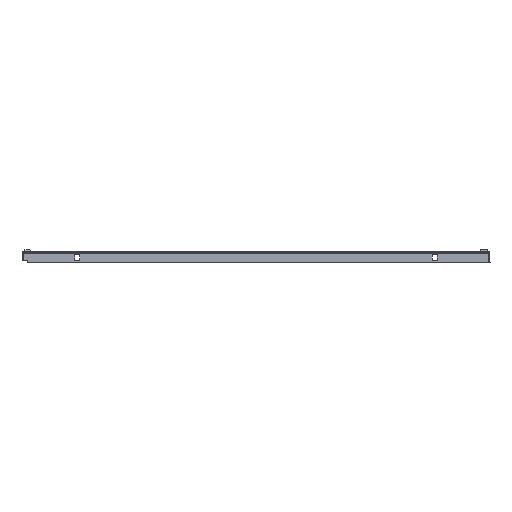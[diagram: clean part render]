
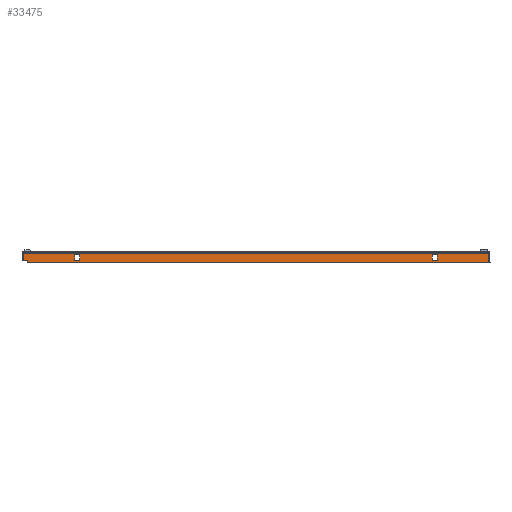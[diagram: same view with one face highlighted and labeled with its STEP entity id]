
A CAD part, front view. The second image highlights one B-rep face of the part: STEP entity #33475.
In plain terms, the highlighted planar face has unit normal (0, -1, 0).
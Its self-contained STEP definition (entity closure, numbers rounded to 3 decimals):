
#10373 = FACE_BOUND ( 'NONE', #31794, .T. ) ;
#10385 = FACE_OUTER_BOUND ( 'NONE', #31798, .T. ) ;
#10390 = FACE_BOUND ( 'NONE', #31788, .T. ) ;
#12398 = LINE ( 'NONE', #73836, #12403 ) ;
#12399 = LINE ( 'NONE', #73846, #12401 ) ;
#12400 = LINE ( 'NONE', #73837, #12415 ) ;
#12401 = VECTOR ( 'NONE', #73848, 1000. ) ;
#12402 = LINE ( 'NONE', #73850, #12405 ) ;
#12403 = VECTOR ( 'NONE', #73849, 1000. ) ;
#12404 = LINE ( 'NONE', #73852, #12407 ) ;
#12405 = VECTOR ( 'NONE', #73851, 1000. ) ;
#12406 = LINE ( 'NONE', #73854, #12409 ) ;
#12407 = VECTOR ( 'NONE', #73853, 1000. ) ;
#12408 = LINE ( 'NONE', #73856, #12411 ) ;
#12409 = VECTOR ( 'NONE', #73855, 1000. ) ;
#12410 = LINE ( 'NONE', #73858, #12413 ) ;
#12411 = VECTOR ( 'NONE', #73857, 1000. ) ;
#12412 = LINE ( 'NONE', #73847, #12423 ) ;
#12413 = VECTOR ( 'NONE', #73860, 1000. ) ;
#12414 = LINE ( 'NONE', #73862, #12417 ) ;
#12415 = VECTOR ( 'NONE', #73861, 1000. ) ;
#12416 = LINE ( 'NONE', #73864, #12419 ) ;
#12417 = VECTOR ( 'NONE', #73863, 1000. ) ;
#12418 = LINE ( 'NONE', #73866, #12421 ) ;
#12419 = VECTOR ( 'NONE', #73865, 1000. ) ;
#12421 = VECTOR ( 'NONE', #73868, 1000. ) ;
#12422 = LINE ( 'NONE', #73870, #12425 ) ;
#12423 = VECTOR ( 'NONE', #73869, 1000. ) ;
#12424 = LINE ( 'NONE', #73872, #12427 ) ;
#12425 = VECTOR ( 'NONE', #73871, 1000. ) ;
#12427 = VECTOR ( 'NONE', #73873, 1000. ) ;
#31788 = EDGE_LOOP ( 'NONE', ( #54234, #54220, #54207, #54116 ) ) ;
#31794 = EDGE_LOOP ( 'NONE', ( #54212, #54202, #54167, #54180 ) ) ;
#31798 = EDGE_LOOP ( 'NONE', ( #54153, #54257, #54215, #54248, #54229, #54239 ) ) ;
#33475 = ADVANCED_FACE ( 'NONE', ( #10385, #10390, #10373 ), #38552, .F. ) ;
#38114 = AXIS2_PLACEMENT_3D ( 'NONE', #38550, #38543, #38554 ) ;
#38543 = DIRECTION ( 'NONE',  ( 0., 1., 0. ) ) ;
#38550 = CARTESIAN_POINT ( 'NONE',  ( 430.25, -399., -18. ) ) ;
#38552 = PLANE ( 'NONE',  #38114 ) ;
#38554 = DIRECTION ( 'NONE',  ( 0., 0., 1. ) ) ;
#42015 = EDGE_CURVE ( 'NONE', #58159, #58155, #12399, .T. ) ;
#42016 = EDGE_CURVE ( 'NONE', #58155, #58181, #12398, .T. ) ;
#42017 = EDGE_CURVE ( 'NONE', #58181, #58183, #12402, .T. ) ;
#42018 = EDGE_CURVE ( 'NONE', #58224, #58183, #12404, .T. ) ;
#42019 = EDGE_CURVE ( 'NONE', #58046, #58224, #12406, .T. ) ;
#42020 = EDGE_CURVE ( 'NONE', #58046, #58159, #12408, .T. ) ;
#42021 = EDGE_CURVE ( 'NONE', #58173, #58042, #12410, .T. ) ;
#42022 = EDGE_CURVE ( 'NONE', #58042, #58189, #12400, .T. ) ;
#42023 = EDGE_CURVE ( 'NONE', #58189, #58191, #12414, .T. ) ;
#42024 = EDGE_CURVE ( 'NONE', #58191, #58173, #12416, .T. ) ;
#42025 = EDGE_CURVE ( 'NONE', #58177, #58193, #12418, .T. ) ;
#42026 = EDGE_CURVE ( 'NONE', #58193, #58195, #12412, .T. ) ;
#42027 = EDGE_CURVE ( 'NONE', #58195, #58197, #12422, .T. ) ;
#42028 = EDGE_CURVE ( 'NONE', #58197, #58177, #12424, .T. ) ;
#54116 = ORIENTED_EDGE ( 'NONE', *, *, #42024, .T. ) ;
#54153 = ORIENTED_EDGE ( 'NONE', *, *, #42015, .T. ) ;
#54167 = ORIENTED_EDGE ( 'NONE', *, *, #42027, .T. ) ;
#54180 = ORIENTED_EDGE ( 'NONE', *, *, #42028, .T. ) ;
#54202 = ORIENTED_EDGE ( 'NONE', *, *, #42026, .T. ) ;
#54207 = ORIENTED_EDGE ( 'NONE', *, *, #42023, .T. ) ;
#54212 = ORIENTED_EDGE ( 'NONE', *, *, #42025, .T. ) ;
#54215 = ORIENTED_EDGE ( 'NONE', *, *, #42017, .T. ) ;
#54220 = ORIENTED_EDGE ( 'NONE', *, *, #42022, .T. ) ;
#54229 = ORIENTED_EDGE ( 'NONE', *, *, #42019, .F. ) ;
#54234 = ORIENTED_EDGE ( 'NONE', *, *, #42021, .T. ) ;
#54239 = ORIENTED_EDGE ( 'NONE', *, *, #42020, .T. ) ;
#54248 = ORIENTED_EDGE ( 'NONE', *, *, #42018, .F. ) ;
#54257 = ORIENTED_EDGE ( 'NONE', *, *, #42016, .T. ) ;
#58042 = VERTEX_POINT ( 'NONE', #89132 ) ;
#58046 = VERTEX_POINT ( 'NONE', #89069 ) ;
#58155 = VERTEX_POINT ( 'NONE', #89312 ) ;
#58159 = VERTEX_POINT ( 'NONE', #89320 ) ;
#58173 = VERTEX_POINT ( 'NONE', #89348 ) ;
#58177 = VERTEX_POINT ( 'NONE', #89356 ) ;
#58181 = VERTEX_POINT ( 'NONE', #89362 ) ;
#58183 = VERTEX_POINT ( 'NONE', #89365 ) ;
#58189 = VERTEX_POINT ( 'NONE', #89376 ) ;
#58191 = VERTEX_POINT ( 'NONE', #89380 ) ;
#58193 = VERTEX_POINT ( 'NONE', #89383 ) ;
#58195 = VERTEX_POINT ( 'NONE', #89387 ) ;
#58197 = VERTEX_POINT ( 'NONE', #89391 ) ;
#58224 = VERTEX_POINT ( 'NONE', #89445 ) ;
#73836 = CARTESIAN_POINT ( 'NONE',  ( 430.25, -399., -18. ) ) ;
#73837 = CARTESIAN_POINT ( 'NONE',  ( -335.25, -399., -4.25 ) ) ;
#73846 = CARTESIAN_POINT ( 'NONE',  ( -422.5, -399., -18. ) ) ;
#73847 = CARTESIAN_POINT ( 'NONE',  ( 335.25, -399., -4.25 ) ) ;
#73848 = DIRECTION ( 'NONE',  ( 0., 0., -1. ) ) ;
#73849 = DIRECTION ( 'NONE',  ( 1., 0., 0. ) ) ;
#73850 = CARTESIAN_POINT ( 'NONE',  ( 430.5, -399., -0.75 ) ) ;
#73851 = DIRECTION ( 'NONE',  ( 0., 0., 1. ) ) ;
#73852 = CARTESIAN_POINT ( 'NONE',  ( -861.003, -399., -0.75 ) ) ;
#73853 = DIRECTION ( 'NONE',  ( 1., 0., 0. ) ) ;
#73854 = CARTESIAN_POINT ( 'NONE',  ( -430.5, -399., -0.75 ) ) ;
#73855 = DIRECTION ( 'NONE',  ( 0., 0., 1. ) ) ;
#73856 = CARTESIAN_POINT ( 'NONE',  ( -430.5, -399., -14. ) ) ;
#73857 = DIRECTION ( 'NONE',  ( 1., 0., 0. ) ) ;
#73858 = CARTESIAN_POINT ( 'NONE',  ( -335.25, -399., -4.25 ) ) ;
#73860 = DIRECTION ( 'NONE',  ( 0., 0., 1. ) ) ;
#73861 = DIRECTION ( 'NONE',  ( 1., 0., 0. ) ) ;
#73862 = CARTESIAN_POINT ( 'NONE',  ( -325.75, -399., -4.25 ) ) ;
#73863 = DIRECTION ( 'NONE',  ( 0., 0., -1. ) ) ;
#73864 = CARTESIAN_POINT ( 'NONE',  ( -335.25, -399., -13.75 ) ) ;
#73865 = DIRECTION ( 'NONE',  ( -1., 0., 0. ) ) ;
#73866 = CARTESIAN_POINT ( 'NONE',  ( 335.25, -399., -4.25 ) ) ;
#73868 = DIRECTION ( 'NONE',  ( 1., 0., 0. ) ) ;
#73869 = DIRECTION ( 'NONE',  ( 0., 0., -1. ) ) ;
#73870 = CARTESIAN_POINT ( 'NONE',  ( 335.25, -399., -13.75 ) ) ;
#73871 = DIRECTION ( 'NONE',  ( -1., 0., 0. ) ) ;
#73872 = CARTESIAN_POINT ( 'NONE',  ( 325.75, -399., -4.25 ) ) ;
#73873 = DIRECTION ( 'NONE',  ( 0., 0., 1. ) ) ;
#89069 = CARTESIAN_POINT ( 'NONE',  ( -430.5, -399., -14. ) ) ;
#89132 = CARTESIAN_POINT ( 'NONE',  ( -335.25, -399., -4.25 ) ) ;
#89312 = CARTESIAN_POINT ( 'NONE',  ( -422.5, -399., -18. ) ) ;
#89320 = CARTESIAN_POINT ( 'NONE',  ( -422.5, -399., -14. ) ) ;
#89348 = CARTESIAN_POINT ( 'NONE',  ( -335.25, -399., -13.75 ) ) ;
#89356 = CARTESIAN_POINT ( 'NONE',  ( 325.75, -399., -4.25 ) ) ;
#89362 = CARTESIAN_POINT ( 'NONE',  ( 430.5, -399., -18. ) ) ;
#89365 = CARTESIAN_POINT ( 'NONE',  ( 430.5, -399., -0.75 ) ) ;
#89376 = CARTESIAN_POINT ( 'NONE',  ( -325.75, -399., -4.25 ) ) ;
#89380 = CARTESIAN_POINT ( 'NONE',  ( -325.75, -399., -13.75 ) ) ;
#89383 = CARTESIAN_POINT ( 'NONE',  ( 335.25, -399., -4.25 ) ) ;
#89387 = CARTESIAN_POINT ( 'NONE',  ( 335.25, -399., -13.75 ) ) ;
#89391 = CARTESIAN_POINT ( 'NONE',  ( 325.75, -399., -13.75 ) ) ;
#89445 = CARTESIAN_POINT ( 'NONE',  ( -430.5, -399., -0.75 ) ) ;
